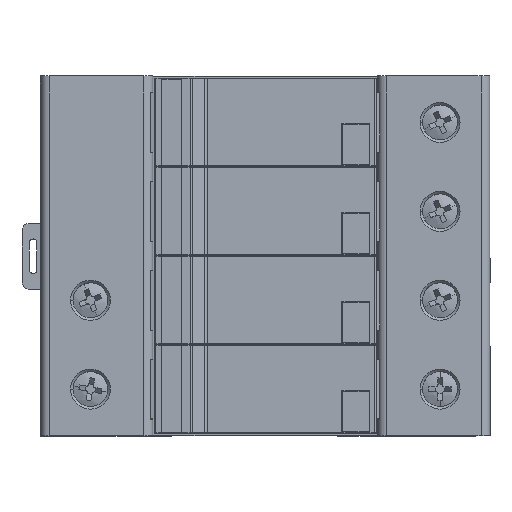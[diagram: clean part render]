
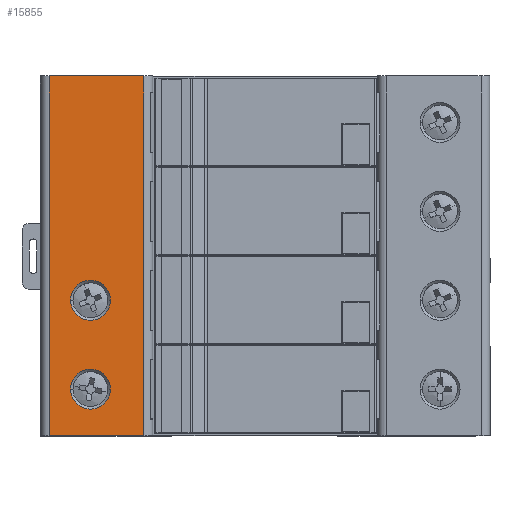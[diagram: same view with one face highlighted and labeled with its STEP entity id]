
A CAD part, top view. The second image highlights one B-rep face of the part: STEP entity #15855.
In plain terms, the highlighted planar face has unit normal (0, 0, 1).
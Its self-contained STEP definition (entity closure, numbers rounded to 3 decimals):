
#2645 = AXIS2_PLACEMENT_3D ( 'NONE', #52276, #37899, #37273 ) ;
#6299 = VERTEX_POINT ( 'NONE', #37729 ) ;
#6889 = EDGE_CURVE ( 'NONE', #35359, #9287, #36507, .T. ) ;
#7944 = FACE_OUTER_BOUND ( 'NONE', #61309, .T. ) ;
#8104 = CARTESIAN_POINT ( 'NONE',  ( -56.19, -111.775, 45.496 ) ) ;
#9287 = VERTEX_POINT ( 'NONE', #42663 ) ;
#9421 = DIRECTION ( 'NONE',  ( 0., 0., -1. ) ) ;
#10211 = AXIS2_PLACEMENT_3D ( 'NONE', #50609, #51245, #22148 ) ;
#10365 = CARTESIAN_POINT ( 'NONE',  ( -47.99, -102.475, 45.496 ) ) ;
#10828 = CIRCLE ( 'NONE', #2645, 4. ) ;
#11057 = ORIENTED_EDGE ( 'NONE', *, *, #28271, .T. ) ;
#12576 = EDGE_CURVE ( 'NONE', #6299, #16333, #56193, .T. ) ;
#12635 = DIRECTION ( 'NONE',  ( 1., 0., 0. ) ) ;
#13005 = DIRECTION ( 'NONE',  ( 1., 0., 0. ) ) ;
#14060 = VERTEX_POINT ( 'NONE', #26705 ) ;
#15789 = LINE ( 'NONE', #40148, #17537 ) ;
#15855 = ADVANCED_FACE ( 'NONE', ( #17750, #57361, #7944 ), #52639, .T. ) ;
#16185 = VECTOR ( 'NONE', #30177, 1000. ) ;
#16333 = VERTEX_POINT ( 'NONE', #41977 ) ;
#16490 = CARTESIAN_POINT ( 'NONE',  ( -43.99, -84.675, 45.496 ) ) ;
#17277 = ORIENTED_EDGE ( 'NONE', *, *, #6889, .T. ) ;
#17537 = VECTOR ( 'NONE', #34986, 1000. ) ;
#17599 = LINE ( 'NONE', #8104, #52831 ) ;
#17715 = ORIENTED_EDGE ( 'NONE', *, *, #23714, .T. ) ;
#17750 = FACE_BOUND ( 'NONE', #52435, .T. ) ;
#18271 = EDGE_CURVE ( 'NONE', #14060, #22251, #10828, .T. ) ;
#21924 = ORIENTED_EDGE ( 'NONE', *, *, #12576, .F. ) ;
#22148 = DIRECTION ( 'NONE',  ( 1., 0., 0. ) ) ;
#22251 = VERTEX_POINT ( 'NONE', #16490 ) ;
#23020 = CIRCLE ( 'NONE', #54612, 4. ) ;
#23714 = EDGE_CURVE ( 'NONE', #52728, #16333, #49676, .T. ) ;
#26705 = CARTESIAN_POINT ( 'NONE',  ( -51.99, -84.675, 45.496 ) ) ;
#26846 = CARTESIAN_POINT ( 'NONE',  ( -56.19, -39.775, 45.496 ) ) ;
#27606 = DIRECTION ( 'NONE',  ( 1., 0., 0. ) ) ;
#28144 = VECTOR ( 'NONE', #60129, 1000. ) ;
#28271 = EDGE_CURVE ( 'NONE', #39659, #52728, #17599, .T. ) ;
#30177 = DIRECTION ( 'NONE',  ( 1., 0., 0. ) ) ;
#31136 = CARTESIAN_POINT ( 'NONE',  ( -37.29, -215.024, 45.496 ) ) ;
#31181 = EDGE_CURVE ( 'NONE', #22251, #14060, #49007, .T. ) ;
#31468 = AXIS2_PLACEMENT_3D ( 'NONE', #10365, #9421, #58239 ) ;
#33327 = ORIENTED_EDGE ( 'NONE', *, *, #49852, .F. ) ;
#34421 = EDGE_CURVE ( 'NONE', #9287, #35359, #23020, .T. ) ;
#34472 = CARTESIAN_POINT ( 'NONE',  ( -56.19, -111.775, 45.496 ) ) ;
#34986 = DIRECTION ( 'NONE',  ( 0., 1., 0. ) ) ;
#35359 = VERTEX_POINT ( 'NONE', #61244 ) ;
#36144 = ORIENTED_EDGE ( 'NONE', *, *, #34421, .T. ) ;
#36507 = CIRCLE ( 'NONE', #31468, 4. ) ;
#37273 = DIRECTION ( 'NONE',  ( 1., 0., 0. ) ) ;
#37493 = AXIS2_PLACEMENT_3D ( 'NONE', #52332, #47873, #13005 ) ;
#37661 = CARTESIAN_POINT ( 'NONE',  ( -37.29, -111.775, 45.496 ) ) ;
#37729 = CARTESIAN_POINT ( 'NONE',  ( -56.19, -39.775, 45.496 ) ) ;
#37899 = DIRECTION ( 'NONE',  ( 0., 0., -1. ) ) ;
#39659 = VERTEX_POINT ( 'NONE', #34472 ) ;
#40148 = CARTESIAN_POINT ( 'NONE',  ( -56.19, -215.024, 45.496 ) ) ;
#41430 = DIRECTION ( 'NONE',  ( 0., 0., -1. ) ) ;
#41977 = CARTESIAN_POINT ( 'NONE',  ( -37.29, -39.775, 45.496 ) ) ;
#42663 = CARTESIAN_POINT ( 'NONE',  ( -43.99, -102.475, 45.496 ) ) ;
#47873 = DIRECTION ( 'NONE',  ( 0., 0., 1. ) ) ;
#49007 = CIRCLE ( 'NONE', #10211, 4. ) ;
#49524 = ORIENTED_EDGE ( 'NONE', *, *, #31181, .T. ) ;
#49676 = LINE ( 'NONE', #31136, #28144 ) ;
#49852 = EDGE_CURVE ( 'NONE', #39659, #6299, #15789, .T. ) ;
#50609 = CARTESIAN_POINT ( 'NONE',  ( -47.99, -84.675, 45.496 ) ) ;
#51245 = DIRECTION ( 'NONE',  ( 0., 0., -1. ) ) ;
#52276 = CARTESIAN_POINT ( 'NONE',  ( -47.99, -84.675, 45.496 ) ) ;
#52332 = CARTESIAN_POINT ( 'NONE',  ( -56.19, -215.024, 45.496 ) ) ;
#52435 = EDGE_LOOP ( 'NONE', ( #49524, #53742 ) ) ;
#52639 = PLANE ( 'NONE',  #37493 ) ;
#52728 = VERTEX_POINT ( 'NONE', #37661 ) ;
#52831 = VECTOR ( 'NONE', #27606, 1000. ) ;
#53742 = ORIENTED_EDGE ( 'NONE', *, *, #18271, .T. ) ;
#54612 = AXIS2_PLACEMENT_3D ( 'NONE', #60830, #41430, #12635 ) ;
#56193 = LINE ( 'NONE', #26846, #16185 ) ;
#57361 = FACE_BOUND ( 'NONE', #58973, .T. ) ;
#58239 = DIRECTION ( 'NONE',  ( 1., 0., 0. ) ) ;
#58973 = EDGE_LOOP ( 'NONE', ( #36144, #17277 ) ) ;
#60129 = DIRECTION ( 'NONE',  ( 0., 1., 0. ) ) ;
#60830 = CARTESIAN_POINT ( 'NONE',  ( -47.99, -102.475, 45.496 ) ) ;
#61244 = CARTESIAN_POINT ( 'NONE',  ( -51.99, -102.475, 45.496 ) ) ;
#61309 = EDGE_LOOP ( 'NONE', ( #33327, #11057, #17715, #21924 ) ) ;
